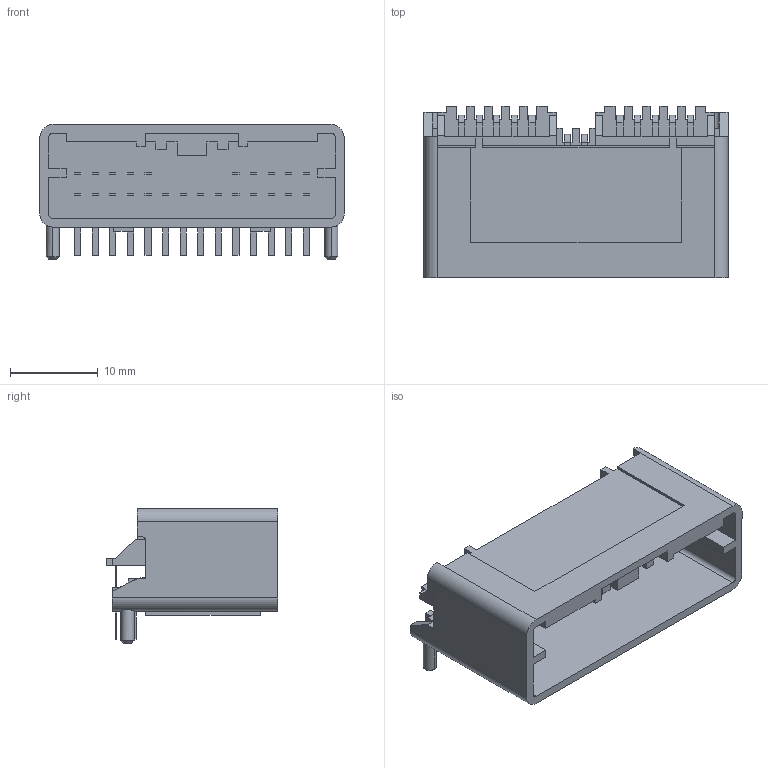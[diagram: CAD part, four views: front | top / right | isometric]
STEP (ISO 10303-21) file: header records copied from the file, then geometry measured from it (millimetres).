
FILE_DESCRIPTION (( 'STEP AP214' ), '1' );
FILE_NAME ('CONN-TH_348260241.step', '2022-08-03T16:48:36', ( '' ), ( '' ), 'SwSTEP 2.0', 'SolidWorks 2020', '' );
FILE_SCHEMA (( 'AUTOMOTIVE_DESIGN' ));
Length unit declared in the file: millimetre
Products named in the file (1): CONN-TH_348260241
Bounding box: 34.63 x 19.5 x 15.38 mm (x, y, z)
Volume: 2260 mm3; surface area: 4871.6 mm2
Topology: 38 solids, 38 shells, 769 faces, 2041 edges, 1356 vertices
Faces by surface type: plane 587, bspline 112, cylinder 66, cone 4
Entity records: 33649 total; most frequent: CARTESIAN_POINT 6313, ORIENTED_EDGE 4082, DIRECTION 3257, EDGE_CURVE 2041, VECTOR 1673, LINE 1673, VERTEX_POINT 1356, UNCERTAINTY_MEASURE_WITH_UNIT 809
